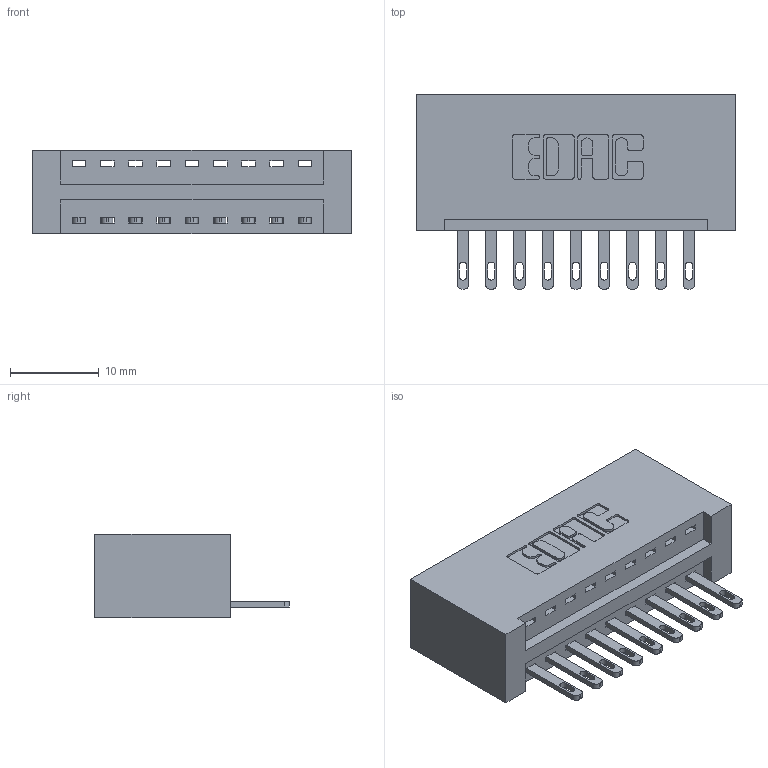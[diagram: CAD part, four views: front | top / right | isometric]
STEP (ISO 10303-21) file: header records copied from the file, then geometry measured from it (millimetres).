
FILE_DESCRIPTION (( 'STEP AP203' ), '1' );
FILE_NAME ('896-009-500-101.STEP', '2021-07-27T14:05:20', ( '' ), ( '' ), 'SwSTEP 2.0', 'SolidWorks 2020', '' );
FILE_SCHEMA (( 'CONFIG_CONTROL_DESIGN' ));
Length unit declared in the file: inch
Products named in the file (3): 345-292-001_345-293-100; 846 Part_No Mounting Lugs; 896-009-500-101
Assembly tree (10 placements, depth 2):
  896-009-500-101
    846 Part_No Mounting Lugs
    345-292-001_345-293-100  x9
Bounding box: 35.81 x 21.84 x 9.4 mm (x, y, z)
Volume: 3755.8 mm3; surface area: 4434.2 mm2
Topology: 10 solids, 10 shells, 600 faces, 1817 edges, 1210 vertices
Faces by surface type: plane 378, cylinder 222
Entity records: 9681 total; most frequent: CARTESIAN_POINT 1675, ORIENTED_EDGE 1618, DIRECTION 1515, EDGE_CURVE 809, VECTOR 645, LINE 645, VERTEX_POINT 538, AXIS2_PLACEMENT_3D 435
